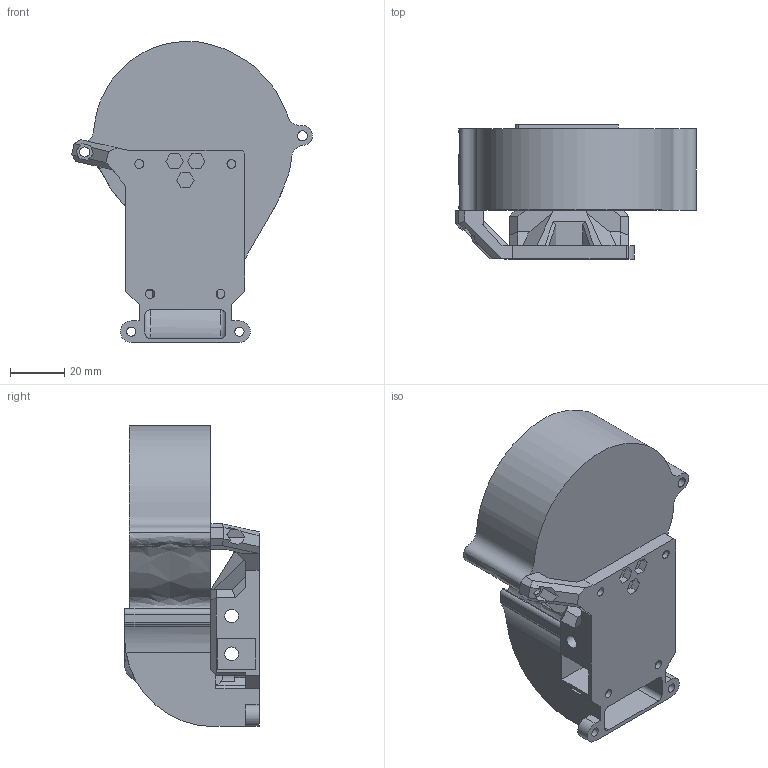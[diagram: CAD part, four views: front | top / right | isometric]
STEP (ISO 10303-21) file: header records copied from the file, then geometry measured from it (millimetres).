
FILE_DESCRIPTION(/* description */ (''),/* implementation_level */ '2;1');
FILE_NAME(/* name */ 'back_corexy 75x75x30 Sunon intermediate v3.step',/* time_stamp */ '2021-05-13T16:34:51+02:00',/* author */ (''),/* organization */ (''),/* preprocessor_version */ 'ST-DEVELOPER v18.1',/* originating_system */ 'Autodesk Translation Framework v10.6.0.1341',/* authorisation */ '');
FILE_SCHEMA (('AUTOMOTIVE_DESIGN { 1 0 10303 214 3 1 1 }'));
Length unit declared in the file: millimetre
Products named in the file (2): back_corexy 75x75x30 Sunon intermediate; 7530
Assembly tree (1 placements, depth 2):
  back_corexy 75x75x30 Sunon intermediate
    7530
Bounding box: 88.96 x 49.61 x 111.28 mm (x, y, z)
Volume: 151440.6 mm3; surface area: 46148 mm2
Topology: 2 solids, 3 shells, 364 faces, 977 edges, 636 vertices
Faces by surface type: plane 250, bspline 65, cylinder 42, torus 6, sphere 1
Full cylindrical faces by diameter (mm): 3.3 x7, 3.4 x2, 3.7 x3, 5.1 x2, 31.6 x1, 47.6 x1
Entity records: 13633 total; most frequent: CARTESIAN_POINT 4814, ORIENTED_EDGE 1948, DIRECTION 1553, EDGE_CURVE 974, LINE 715, VECTOR 715, VERTEX_POINT 636, AXIS2_PLACEMENT_3D 419
